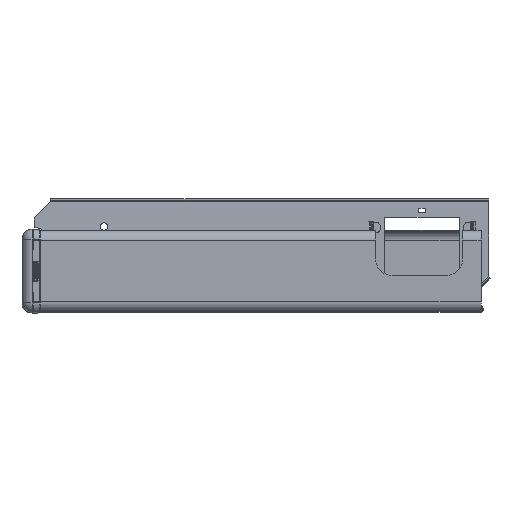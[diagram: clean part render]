
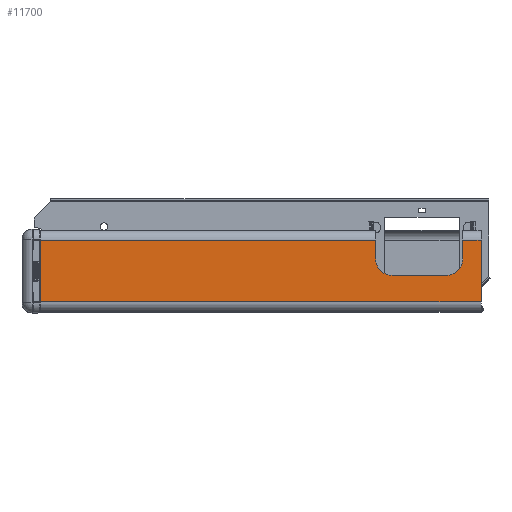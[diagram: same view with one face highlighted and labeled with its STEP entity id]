
A CAD part, left-side view. The second image highlights one B-rep face of the part: STEP entity #11700.
In plain terms, the highlighted planar face has unit normal (-1, 0, 0).
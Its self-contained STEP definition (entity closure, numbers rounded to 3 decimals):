
#450=DIRECTION('',(0.,0.,-1.));
#451=VECTOR('',#450,9.3);
#452=CARTESIAN_POINT('',(-9.9,437.7,18.3));
#453=LINE('',#452,#451);
#464=DIRECTION('',(0.,0.,1.));
#465=VECTOR('',#464,18.1);
#466=CARTESIAN_POINT('',(-9.9,103.,51.));
#467=LINE('',#466,#465);
#484=DIRECTION('',(0.,1.,0.));
#485=VECTOR('',#484,53.);
#486=CARTESIAN_POINT('',(-9.9,34.,35.));
#487=LINE('',#486,#485);
#500=DIRECTION('',(0.,0.,-1.));
#501=VECTOR('',#500,18.1);
#502=CARTESIAN_POINT('',(-9.9,18.,69.1));
#503=LINE('',#502,#501);
#544=DIRECTION('',(0.,0.,1.));
#545=VECTOR('',#544,60.1);
#546=CARTESIAN_POINT('',(-9.9,0.,9.));
#547=LINE('',#546,#545);
#556=CARTESIAN_POINT('',(-9.9,34.,51.));
#557=DIRECTION('',(-1.,0.,0.));
#558=DIRECTION('',(0.,0.,-1.));
#559=AXIS2_PLACEMENT_3D('',#556,#557,#558);
#561=CARTESIAN_POINT('',(-9.9,87.,51.));
#562=DIRECTION('',(-1.,0.,0.));
#563=DIRECTION('',(0.,1.,0.));
#564=AXIS2_PLACEMENT_3D('',#561,#562,#563);
#570=DIRECTION('',(0.,-1.,0.));
#571=VECTOR('',#570,18.);
#572=CARTESIAN_POINT('',(-9.9,18.,69.1));
#573=LINE('',#572,#571);
#614=DIRECTION('',(0.,1.,0.));
#615=VECTOR('',#614,437.7);
#616=CARTESIAN_POINT('',(-9.9,0.,9.));
#617=LINE('',#616,#615);
#6460=DIRECTION('',(0.,1.,0.));
#6461=VECTOR('',#6460,1.);
#6462=CARTESIAN_POINT('',(-9.9,437.7,18.3));
#6463=LINE('',#6462,#6461);
#6476=DIRECTION('',(0.,0.,1.));
#6477=VECTOR('',#6476,41.5);
#6478=CARTESIAN_POINT('',(-9.9,438.7,18.3));
#6479=LINE('',#6478,#6477);
#6488=DIRECTION('',(0.,-1.,0.));
#6489=VECTOR('',#6488,1.);
#6490=CARTESIAN_POINT('',(-9.9,438.7,59.8));
#6491=LINE('',#6490,#6489);
#6492=DIRECTION('',(0.,0.,-1.));
#6493=VECTOR('',#6492,9.3);
#6494=CARTESIAN_POINT('',(-9.9,437.7,69.1));
#6495=LINE('',#6494,#6493);
#6672=DIRECTION('',(0.,-1.,0.));
#6673=VECTOR('',#6672,334.7);
#6674=CARTESIAN_POINT('',(-9.9,437.7,69.1));
#6675=LINE('',#6674,#6673);
#6692=DIRECTION('',(0.,0.,-1.));
#6693=VECTOR('',#6692,14.);
#6694=CARTESIAN_POINT('',(-9.9,436.3,46.05));
#6695=LINE('',#6694,#6693);
#6700=DIRECTION('',(0.,1.,0.));
#6701=VECTOR('',#6700,3.);
#6702=CARTESIAN_POINT('',(-9.9,433.3,46.05));
#6703=LINE('',#6702,#6701);
#6712=DIRECTION('',(0.,0.,1.));
#6713=VECTOR('',#6712,14.);
#6714=CARTESIAN_POINT('',(-9.9,433.3,32.05));
#6715=LINE('',#6714,#6713);
#6724=DIRECTION('',(0.,-1.,0.));
#6725=VECTOR('',#6724,3.);
#6726=CARTESIAN_POINT('',(-9.9,436.3,32.05));
#6727=LINE('',#6726,#6725);
#7490=CARTESIAN_POINT('',(-9.9,34.,35.));
#7491=CARTESIAN_POINT('',(-9.9,87.,35.));
#7492=VERTEX_POINT('',#7490);
#7493=VERTEX_POINT('',#7491);
#7494=CARTESIAN_POINT('',(-9.9,103.,51.));
#7495=VERTEX_POINT('',#7494);
#7496=CARTESIAN_POINT('',(-9.9,103.,69.1));
#7497=VERTEX_POINT('',#7496);
#7498=CARTESIAN_POINT('',(-9.9,437.7,69.1));
#7499=VERTEX_POINT('',#7498);
#7500=CARTESIAN_POINT('',(-9.9,437.7,59.8));
#7501=VERTEX_POINT('',#7500);
#7502=CARTESIAN_POINT('',(-9.9,438.7,59.8));
#7503=VERTEX_POINT('',#7502);
#7504=CARTESIAN_POINT('',(-9.9,438.7,18.3));
#7505=VERTEX_POINT('',#7504);
#7506=CARTESIAN_POINT('',(-9.9,437.7,18.3));
#7507=VERTEX_POINT('',#7506);
#7508=CARTESIAN_POINT('',(-9.9,437.7,9.));
#7509=VERTEX_POINT('',#7508);
#7510=CARTESIAN_POINT('',(-9.9,0.,9.));
#7511=VERTEX_POINT('',#7510);
#7512=CARTESIAN_POINT('',(-9.9,0.,69.1));
#7513=VERTEX_POINT('',#7512);
#7514=CARTESIAN_POINT('',(-9.9,18.,69.1));
#7515=VERTEX_POINT('',#7514);
#7516=CARTESIAN_POINT('',(-9.9,18.,51.));
#7517=VERTEX_POINT('',#7516);
#7518=CARTESIAN_POINT('',(-9.9,436.3,46.05));
#7519=CARTESIAN_POINT('',(-9.9,436.3,32.05));
#7520=VERTEX_POINT('',#7518);
#7521=VERTEX_POINT('',#7519);
#7522=CARTESIAN_POINT('',(-9.9,433.3,46.05));
#7523=VERTEX_POINT('',#7522);
#7524=CARTESIAN_POINT('',(-9.9,433.3,32.05));
#7525=VERTEX_POINT('',#7524);
#11662=CARTESIAN_POINT('',(-9.9,219.35,39.05));
#11663=DIRECTION('',(1.,0.,0.));
#11664=DIRECTION('',(0.,0.,-1.));
#11665=AXIS2_PLACEMENT_3D('',#11662,#11663,#11664);
#11666=PLANE('',#11665);
#11667=ORIENTED_EDGE('',*,*,#11570,.F.);
#11668=ORIENTED_EDGE('',*,*,#11584,.T.);
#11669=ORIENTED_EDGE('',*,*,#11599,.F.);
#11671=ORIENTED_EDGE('',*,*,#11670,.T.);
#11672=ORIENTED_EDGE('',*,*,#11653,.F.);
#11674=ORIENTED_EDGE('',*,*,#11673,.T.);
#11675=ORIENTED_EDGE('',*,*,#11483,.F.);
#11677=ORIENTED_EDGE('',*,*,#11676,.T.);
#11679=ORIENTED_EDGE('',*,*,#11678,.T.);
#11681=ORIENTED_EDGE('',*,*,#11680,.T.);
#11683=ORIENTED_EDGE('',*,*,#11682,.F.);
#11685=ORIENTED_EDGE('',*,*,#11684,.T.);
#11686=ORIENTED_EDGE('',*,*,#11540,.F.);
#11687=ORIENTED_EDGE('',*,*,#11556,.T.);
#11688=EDGE_LOOP('',(#11667,#11668,#11669,#11671,#11672,#11674,#11675,#11677,
#11679,#11681,#11683,#11685,#11686,#11687));
#11689=FACE_OUTER_BOUND('',#11688,.F.);
#11691=ORIENTED_EDGE('',*,*,#11690,.T.);
#11693=ORIENTED_EDGE('',*,*,#11692,.T.);
#11695=ORIENTED_EDGE('',*,*,#11694,.T.);
#11697=ORIENTED_EDGE('',*,*,#11696,.T.);
#11698=EDGE_LOOP('',(#11691,#11693,#11695,#11697));
#11699=FACE_BOUND('',#11698,.F.);
#560=CIRCLE('',#559,16.);
#565=CIRCLE('',#564,16.);
#11483=EDGE_CURVE('',#7507,#7509,#453,.T.);
#11540=EDGE_CURVE('',#7495,#7497,#467,.T.);
#11556=EDGE_CURVE('',#7495,#7493,#565,.T.);
#11570=EDGE_CURVE('',#7492,#7493,#487,.T.);
#11584=EDGE_CURVE('',#7492,#7517,#560,.T.);
#11599=EDGE_CURVE('',#7515,#7517,#503,.T.);
#11653=EDGE_CURVE('',#7511,#7513,#547,.T.);
#11670=EDGE_CURVE('',#7515,#7513,#573,.T.);
#11673=EDGE_CURVE('',#7511,#7509,#617,.T.);
#11676=EDGE_CURVE('',#7507,#7505,#6463,.T.);
#11678=EDGE_CURVE('',#7505,#7503,#6479,.T.);
#11680=EDGE_CURVE('',#7503,#7501,#6491,.T.);
#11682=EDGE_CURVE('',#7499,#7501,#6495,.T.);
#11684=EDGE_CURVE('',#7499,#7497,#6675,.T.);
#11690=EDGE_CURVE('',#7520,#7521,#6695,.T.);
#11692=EDGE_CURVE('',#7521,#7525,#6727,.T.);
#11694=EDGE_CURVE('',#7525,#7523,#6715,.T.);
#11696=EDGE_CURVE('',#7523,#7520,#6703,.T.);
#11700=ADVANCED_FACE('',(#11689,#11699),#11666,.F.);
